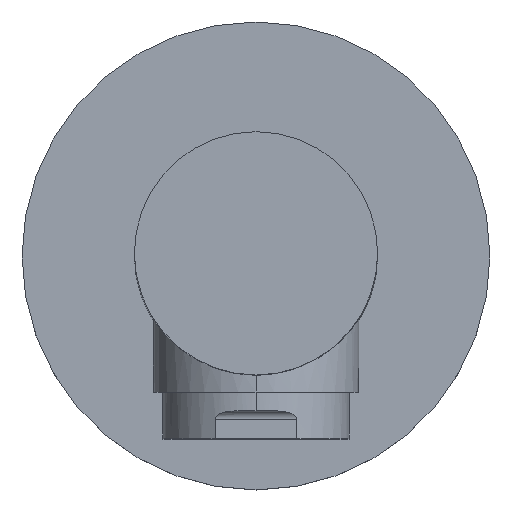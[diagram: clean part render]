
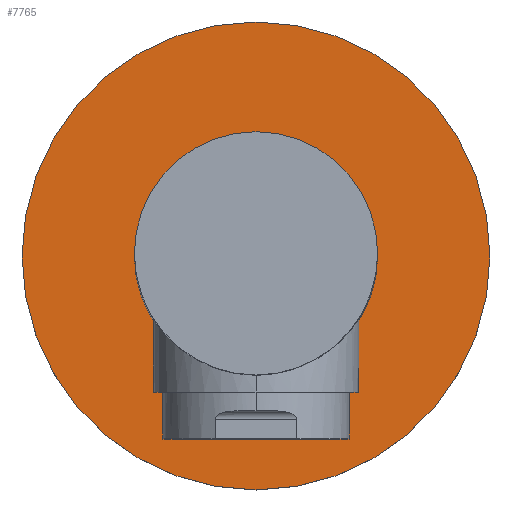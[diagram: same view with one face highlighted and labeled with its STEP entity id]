
A CAD part, top view. The second image highlights one B-rep face of the part: STEP entity #7765.
In plain terms, the highlighted face is planar.
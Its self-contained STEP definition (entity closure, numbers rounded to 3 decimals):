
#147 = EDGE_CURVE ( 'NONE', #1014, #17562, #10409, .T. ) ;
#215 = DIRECTION ( 'NONE',  ( 0., 0., 1. ) ) ;
#418 = AXIS2_PLACEMENT_3D ( 'NONE', #13753, #13540, #8911 ) ;
#773 = CARTESIAN_POINT ( 'NONE',  ( 0., 5., 0. ) ) ;
#1014 = VERTEX_POINT ( 'NONE', #13108 ) ;
#1643 = EDGE_LOOP ( 'NONE', ( #12545, #20518 ) ) ;
#2255 = FACE_OUTER_BOUND ( 'NONE', #1643, .T. ) ;
#4802 = CIRCLE ( 'NONE', #19986, 11. ) ;
#5064 = CARTESIAN_POINT ( 'NONE',  ( 0., 5., 11. ) ) ;
#5191 = CARTESIAN_POINT ( 'NONE',  ( 0., 5., 0. ) ) ;
#5366 = VERTEX_POINT ( 'NONE', #10657 ) ;
#5637 = ORIENTED_EDGE ( 'NONE', *, *, #8919, .F. ) ;
#7619 = CARTESIAN_POINT ( 'NONE',  ( 0., 5., 0. ) ) ;
#7765 = ADVANCED_FACE ( 'NONE', ( #2255, #8692 ), #15113, .T. ) ;
#8598 = EDGE_LOOP ( 'NONE', ( #16888, #5637 ) ) ;
#8692 = FACE_BOUND ( 'NONE', #8598, .T. ) ;
#8911 = DIRECTION ( 'NONE',  ( 0., 0., 1. ) ) ;
#8919 = EDGE_CURVE ( 'NONE', #17562, #1014, #4802, .T. ) ;
#8935 = EDGE_CURVE ( 'NONE', #5366, #13144, #10538, .T. ) ;
#9205 = EDGE_CURVE ( 'NONE', #13144, #5366, #19306, .T. ) ;
#10409 = CIRCLE ( 'NONE', #16807, 11. ) ;
#10538 = CIRCLE ( 'NONE', #418, 25. ) ;
#10657 = CARTESIAN_POINT ( 'NONE',  ( 0., 5., 25. ) ) ;
#11082 = DIRECTION ( 'NONE',  ( 0., 0., 1. ) ) ;
#11635 = DIRECTION ( 'NONE',  ( 0., 1., 0. ) ) ;
#12545 = ORIENTED_EDGE ( 'NONE', *, *, #9205, .T. ) ;
#12575 = AXIS2_PLACEMENT_3D ( 'NONE', #7619, #20610, #11082 ) ;
#13108 = CARTESIAN_POINT ( 'NONE',  ( 0., 5., -11. ) ) ;
#13144 = VERTEX_POINT ( 'NONE', #14042 ) ;
#13525 = CARTESIAN_POINT ( 'NONE',  ( 0., 5., 0. ) ) ;
#13540 = DIRECTION ( 'NONE',  ( 0., 1., 0. ) ) ;
#13753 = CARTESIAN_POINT ( 'NONE',  ( 0., 5., 0. ) ) ;
#13856 = DIRECTION ( 'NONE',  ( 0., 0., 1. ) ) ;
#14042 = CARTESIAN_POINT ( 'NONE',  ( 0., 5., -25. ) ) ;
#15113 = PLANE ( 'NONE',  #12575 ) ;
#15117 = DIRECTION ( 'NONE',  ( 0., 1., 0. ) ) ;
#15600 = AXIS2_PLACEMENT_3D ( 'NONE', #5191, #19549, #215 ) ;
#16693 = DIRECTION ( 'NONE',  ( 0., 0., 1. ) ) ;
#16807 = AXIS2_PLACEMENT_3D ( 'NONE', #13525, #11635, #16693 ) ;
#16888 = ORIENTED_EDGE ( 'NONE', *, *, #147, .F. ) ;
#17562 = VERTEX_POINT ( 'NONE', #5064 ) ;
#19306 = CIRCLE ( 'NONE', #15600, 25. ) ;
#19549 = DIRECTION ( 'NONE',  ( 0., 1., 0. ) ) ;
#19986 = AXIS2_PLACEMENT_3D ( 'NONE', #773, #15117, #13856 ) ;
#20518 = ORIENTED_EDGE ( 'NONE', *, *, #8935, .T. ) ;
#20610 = DIRECTION ( 'NONE',  ( 0., 1., 0. ) ) ;
